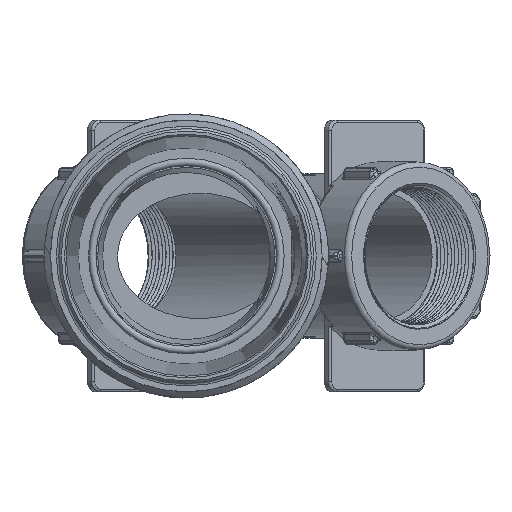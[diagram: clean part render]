
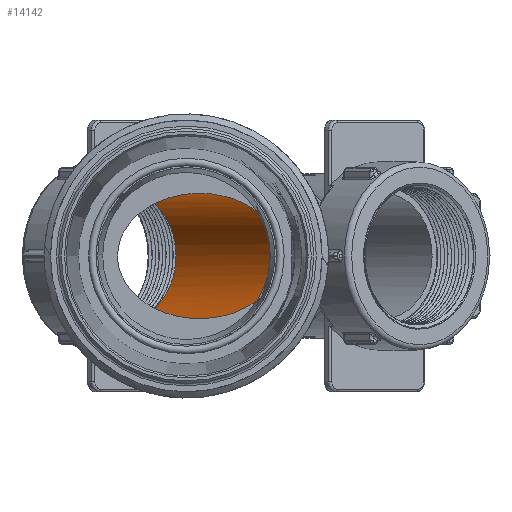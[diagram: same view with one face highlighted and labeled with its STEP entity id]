
A CAD part, front view. The second image highlights one B-rep face of the part: STEP entity #14142.
In plain terms, the highlighted cylindrical face has radius 38.1 mm (diameter 76.2 mm), a full revolution.
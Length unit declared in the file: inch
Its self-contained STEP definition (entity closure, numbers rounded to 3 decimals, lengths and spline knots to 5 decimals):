
#593=ELLIPSE('',#15958,1.95811,1.5);
#594=ELLIPSE('',#15959,1.95811,1.5);
#1768=FACE_OUTER_BOUND('',#2689,.T.);
#2689=EDGE_LOOP('',(#12536,#12537,#12538,#12539,#12540,#12541));
#3481=CIRCLE('',#15956,1.5);
#3828=B_SPLINE_CURVE_WITH_KNOTS('',3,(#34392,#34393,#34394,#34395,#34396,
#34397,#34398,#34399,#34400,#34401,#34402,#34403,#34404,#34405,#34406,#34407,
#34408,#34409,#34410,#34411,#34412,#34413),.UNSPECIFIED.,.F.,.F.,(4,2,2,
2,2,2,2,2,2,2,4),(3.11517,3.23012,3.92607,4.62202,
5.31797,6.01392,6.70987,7.40582,8.10177,
8.79772,8.91267),.UNSPECIFIED.);
#4501=LINE('',#34501,#5244);
#5244=VECTOR('',#20065,1.5);
#6639=VERTEX_POINT('',#34385);
#6640=VERTEX_POINT('',#34388);
#6646=VERTEX_POINT('',#34497);
#6647=VERTEX_POINT('',#34500);
#8688=EDGE_CURVE('',#6640,#6639,#3828,.T.);
#8697=EDGE_CURVE('',#6646,#6646,#3481,.T.);
#8698=EDGE_CURVE('',#6646,#6647,#4501,.T.);
#8699=EDGE_CURVE('',#6640,#6647,#593,.T.);
#8700=EDGE_CURVE('',#6647,#6639,#594,.T.);
#12536=ORIENTED_EDGE('',*,*,#8697,.F.);
#12537=ORIENTED_EDGE('',*,*,#8698,.T.);
#12538=ORIENTED_EDGE('',*,*,#8699,.F.);
#12539=ORIENTED_EDGE('',*,*,#8688,.T.);
#12540=ORIENTED_EDGE('',*,*,#8700,.F.);
#12541=ORIENTED_EDGE('',*,*,#8698,.F.);
#13375=CYLINDRICAL_SURFACE('',#15957,1.5);
#14142=ADVANCED_FACE('',(#1768),#13375,.F.);
#15956=AXIS2_PLACEMENT_3D('',#34498,#20061,#20062);
#15957=AXIS2_PLACEMENT_3D('',#34499,#20063,#20064);
#15958=AXIS2_PLACEMENT_3D('',#34502,#20066,#20067);
#15959=AXIS2_PLACEMENT_3D('',#34503,#20068,#20069);
#20061=DIRECTION('center_axis',(0.643,-0.766,0.));
#20062=DIRECTION('ref_axis',(0.766,0.643,0.));
#20063=DIRECTION('center_axis',(0.643,-0.766,0.));
#20064=DIRECTION('ref_axis',(0.766,0.643,0.));
#20065=DIRECTION('',(0.643,-0.766,0.));
#20066=DIRECTION('center_axis',(0.,1.,0.));
#20067=DIRECTION('ref_axis',(1.,0.,0.));
#20068=DIRECTION('center_axis',(0.,1.,0.));
#20069=DIRECTION('ref_axis',(1.,0.,0.));
#34385=CARTESIAN_POINT('',(1.69221,-0.375,1.06603));
#34388=CARTESIAN_POINT('',(1.69221,-0.375,-1.06603));
#34392=CARTESIAN_POINT('Ctrl Pts',(1.69221,-0.375,
-1.06603));
#34393=CARTESIAN_POINT('Ctrl Pts',(1.69886,-0.36634,-1.05547));
#34394=CARTESIAN_POINT('Ctrl Pts',(1.70546,-0.35789,
-1.04478));
#34395=CARTESIAN_POINT('Ctrl Pts',(1.75157,-0.29983,-0.96843));
#34396=CARTESIAN_POINT('Ctrl Pts',(1.7909,-0.25535,
-0.89465));
#34397=CARTESIAN_POINT('Ctrl Pts',(1.86236,-0.17928,
-0.73438));
#34398=CARTESIAN_POINT('Ctrl Pts',(1.89447,-0.14767,
-0.6479));
#34399=CARTESIAN_POINT('Ctrl Pts',(1.94677,-0.09776,
-0.46783));
#34400=CARTESIAN_POINT('Ctrl Pts',(1.967,-0.07942,
-0.37411));
#34401=CARTESIAN_POINT('Ctrl Pts',(1.99361,-0.0555,
-0.18585));
#34402=CARTESIAN_POINT('Ctrl Pts',(2.,-0.04992,-0.09133));
#34403=CARTESIAN_POINT('Ctrl Pts',(2.,-0.04992,0.09133));
#34404=CARTESIAN_POINT('Ctrl Pts',(1.99361,-0.0555,
0.18585));
#34405=CARTESIAN_POINT('Ctrl Pts',(1.967,-0.07942,
0.37411));
#34406=CARTESIAN_POINT('Ctrl Pts',(1.94677,-0.09776,
0.46783));
#34407=CARTESIAN_POINT('Ctrl Pts',(1.89447,-0.14767,
0.6479));
#34408=CARTESIAN_POINT('Ctrl Pts',(1.86236,-0.17928,
0.73438));
#34409=CARTESIAN_POINT('Ctrl Pts',(1.7909,-0.25535,
0.89465));
#34410=CARTESIAN_POINT('Ctrl Pts',(1.75157,-0.29983,0.96843));
#34411=CARTESIAN_POINT('Ctrl Pts',(1.70546,-0.35789,
1.04478));
#34412=CARTESIAN_POINT('Ctrl Pts',(1.69886,-0.36634,1.05547));
#34413=CARTESIAN_POINT('Ctrl Pts',(1.69221,-0.375,
1.06603));
#34497=CARTESIAN_POINT('',(-2.54713,0.70197,0.));
#34498=CARTESIAN_POINT('Origin',(-1.39806,1.66615,0.));
#34499=CARTESIAN_POINT('Origin',(1.66739,-1.98712,0.));
#34500=CARTESIAN_POINT('',(-1.64345,-0.375,0.));
#34501=CARTESIAN_POINT('',(0.51832,-2.9513,0.));
#34502=CARTESIAN_POINT('Origin',(0.31466,-0.375,0.));
#34503=CARTESIAN_POINT('Origin',(0.31466,-0.375,0.));
